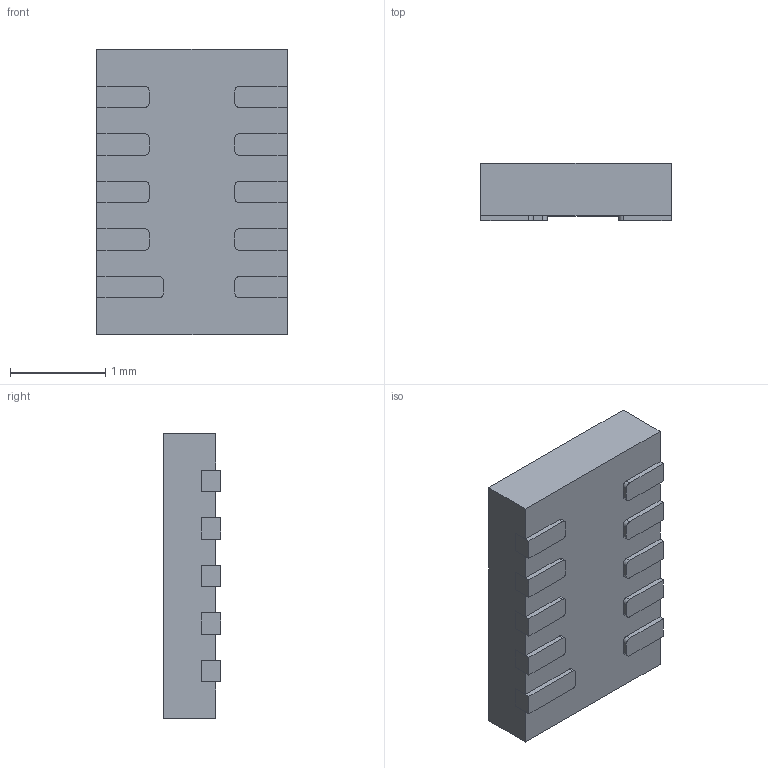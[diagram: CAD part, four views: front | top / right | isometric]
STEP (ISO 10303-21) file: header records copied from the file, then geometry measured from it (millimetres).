
FILE_DESCRIPTION (( 'STEP AP214' ), '1' );
FILE_NAME ('STC3115IQT.STEP', '2024-01-30T10:47:53', ( 'LENOVO' ), ( '' ), 'SwSTEP 2.0', 'SolidWorks 2021', '' );
FILE_SCHEMA (( 'AUTOMOTIVE_DESIGN' ));
Length unit declared in the file: millimetre
Products named in the file (1): STC3115IQT
Bounding box: 2 x 0.6 x 3 mm (x, y, z)
Volume: 3.4 mm3; surface area: 25 mm2
Topology: 12 solids, 12 shells, 153 faces, 384 edges, 256 vertices
Faces by surface type: plane 109, cylinder 44
Entity records: 4699 total; most frequent: CARTESIAN_POINT 794, DIRECTION 780, ORIENTED_EDGE 768, EDGE_CURVE 384, VECTOR 296, LINE 296, VERTEX_POINT 256, AXIS2_PLACEMENT_3D 242
